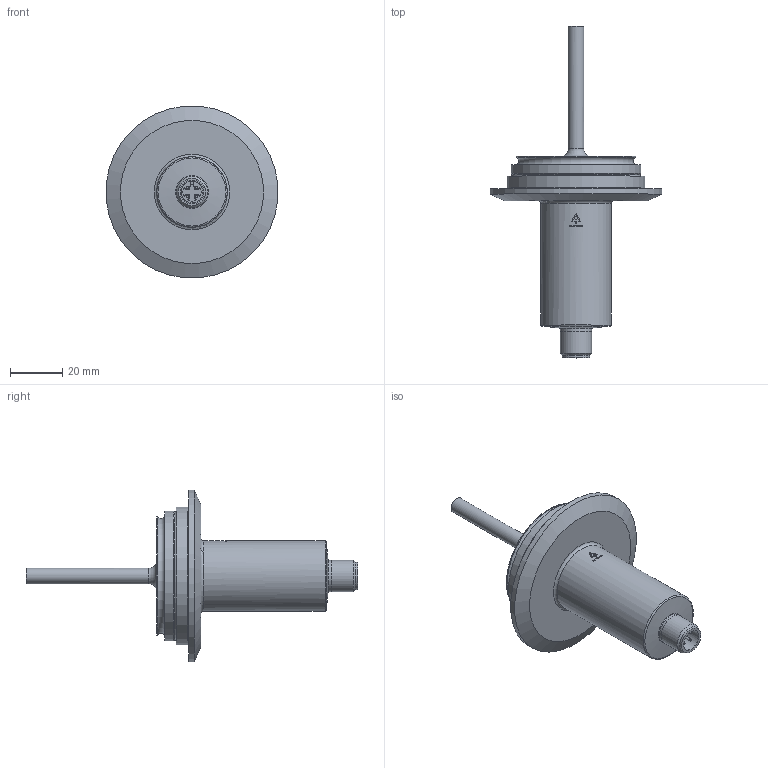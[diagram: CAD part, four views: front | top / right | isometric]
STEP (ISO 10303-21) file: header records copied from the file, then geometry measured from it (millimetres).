
FILE_DESCRIPTION(/* description */ (''),/* implementation_level */ '2;1');
FILE_NAME(/* name */ '11190251',/* time_stamp */ '2017-10-26T11:32:19+02:00',/* author */ (''),/* organization */ (''),/* preprocessor_version */ 'ST-DEVELOPER v16.7',/* originating_system */ 'DEX',/* authorisation */ $);
FILE_SCHEMA (('AUTOMOTIVE_DESIGN {1 0 10303 214 3 1 1}'));
Length unit declared in the file: millimetre
Products named in the file (1): TK_FXFF038
Bounding box: 65.75 x 127.2 x 65.75 mm (x, y, z)
Volume: 68652.4 mm3; surface area: 15744 mm2
Topology: 1 solids, 2 shells, 95 faces, 222 edges, 142 vertices
Faces by surface type: plane 38, cylinder 37, cone 10, torus 10
Full cylindrical faces by diameter (mm): 1 x4, 6 x1, 8.3 x1, 9.4 x1, 9.5 x1, 9.9 x1, 10 x1, 10.5 x1, 12 x2, 27 x1, 46 x1, 50 x1, 53 x1, 66 x1
Entity records: 3144 total; most frequent: DIRECTION 469, CARTESIAN_POINT 401, ORIENTED_EDGE 346, AXIS2_PLACEMENT_3D 200, EDGE_CURVE 173, EDGE_LOOP 147, FACE_BOUND 147, VERTEX_POINT 132
